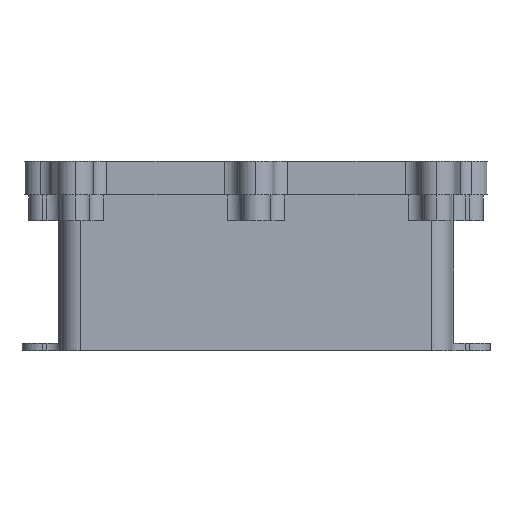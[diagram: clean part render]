
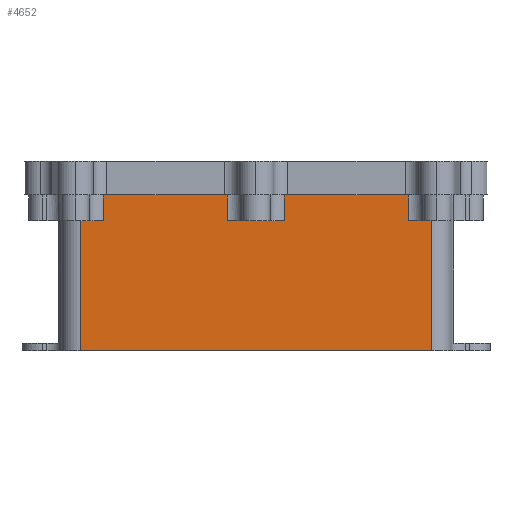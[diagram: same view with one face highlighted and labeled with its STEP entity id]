
A CAD part, left-side view. The second image highlights one B-rep face of the part: STEP entity #4652.
In plain terms, the highlighted planar face has unit normal (-1, 0, 0).
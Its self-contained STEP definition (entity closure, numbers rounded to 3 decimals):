
#55 = LINE ( 'NONE', #7179, #5077 ) ;
#450 = DIRECTION ( 'NONE',  ( 0., 0., 1. ) ) ;
#771 = DIRECTION ( 'NONE',  ( 0., 0., 1. ) ) ;
#956 = ORIENTED_EDGE ( 'NONE', *, *, #7600, .T. ) ;
#978 = ORIENTED_EDGE ( 'NONE', *, *, #13713, .T. ) ;
#1191 = LINE ( 'NONE', #11181, #6556 ) ;
#1346 = VERTEX_POINT ( 'NONE', #12233 ) ;
#1471 = ORIENTED_EDGE ( 'NONE', *, *, #10263, .F. ) ;
#1834 = EDGE_CURVE ( 'NONE', #1346, #11107, #13324, .T. ) ;
#1862 = VECTOR ( 'NONE', #2797, 1000. ) ;
#2138 = ORIENTED_EDGE ( 'NONE', *, *, #8024, .T. ) ;
#2273 = CARTESIAN_POINT ( 'NONE',  ( 0., 42.9, 12.547 ) ) ;
#2471 = ORIENTED_EDGE ( 'NONE', *, *, #5064, .T. ) ;
#2707 = DIRECTION ( 'NONE',  ( 0., -1., 0. ) ) ;
#2708 = LINE ( 'NONE', #8507, #10586 ) ;
#2797 = DIRECTION ( 'NONE',  ( 0., 0., 1. ) ) ;
#2940 = VECTOR ( 'NONE', #13109, 1000. ) ;
#3214 = VERTEX_POINT ( 'NONE', #6842 ) ;
#3563 = CARTESIAN_POINT ( 'NONE',  ( 0., 66.9, 30. ) ) ;
#3898 = VERTEX_POINT ( 'NONE', #3563 ) ;
#4040 = EDGE_LOOP ( 'NONE', ( #6163, #1471, #2138, #2471, #8856, #6336, #978, #9526, #6063, #4599, #8652, #956 ) ) ;
#4118 = LINE ( 'NONE', #5922, #12272 ) ;
#4384 = CARTESIAN_POINT ( 'NONE',  ( 0., 66.9, 25. ) ) ;
#4454 = CARTESIAN_POINT ( 'NONE',  ( 0., 5.4, 30. ) ) ;
#4599 = ORIENTED_EDGE ( 'NONE', *, *, #13555, .T. ) ;
#4652 = ADVANCED_FACE ( 'NONE', ( #6233 ), #10835, .F. ) ;
#5029 = LINE ( 'NONE', #5431, #13207 ) ;
#5043 = CARTESIAN_POINT ( 'NONE',  ( 0., 3.7, 25. ) ) ;
#5064 = EDGE_CURVE ( 'NONE', #13623, #11607, #7238, .T. ) ;
#5077 = VECTOR ( 'NONE', #771, 1000. ) ;
#5431 = CARTESIAN_POINT ( 'NONE',  ( 0., 32.1, 25. ) ) ;
#5457 = LINE ( 'NONE', #13241, #8304 ) ;
#5748 = DIRECTION ( 'NONE',  ( 0., 1., 0. ) ) ;
#5798 = LINE ( 'NONE', #12016, #2940 ) ;
#5922 = CARTESIAN_POINT ( 'NONE',  ( 0., 71.3, 25. ) ) ;
#5929 = VERTEX_POINT ( 'NONE', #12497 ) ;
#6063 = ORIENTED_EDGE ( 'NONE', *, *, #1834, .T. ) ;
#6163 = ORIENTED_EDGE ( 'NONE', *, *, #7580, .T. ) ;
#6233 = FACE_OUTER_BOUND ( 'NONE', #4040, .T. ) ;
#6336 = ORIENTED_EDGE ( 'NONE', *, *, #10960, .T. ) ;
#6556 = VECTOR ( 'NONE', #13326, 1000. ) ;
#6557 = DIRECTION ( 'NONE',  ( 0., 1., 0. ) ) ;
#6655 = CARTESIAN_POINT ( 'NONE',  ( 0., 8.1, 32. ) ) ;
#6786 = CARTESIAN_POINT ( 'NONE',  ( 0., 42.9, 25. ) ) ;
#6842 = CARTESIAN_POINT ( 'NONE',  ( 0., 8.1, 25. ) ) ;
#7150 = EDGE_CURVE ( 'NONE', #11607, #3898, #1191, .T. ) ;
#7179 = CARTESIAN_POINT ( 'NONE',  ( 0., 32.1, 12.547 ) ) ;
#7235 = VECTOR ( 'NONE', #5748, 1000. ) ;
#7238 = LINE ( 'NONE', #2273, #1862 ) ;
#7444 = VERTEX_POINT ( 'NONE', #8522 ) ;
#7580 = EDGE_CURVE ( 'NONE', #8893, #5929, #10730, .T. ) ;
#7600 = EDGE_CURVE ( 'NONE', #3214, #8893, #13220, .T. ) ;
#7713 = CARTESIAN_POINT ( 'NONE',  ( 0., 42.9, 30. ) ) ;
#7743 = DIRECTION ( 'NONE',  ( 0., 0., 1. ) ) ;
#7901 = DIRECTION ( 'NONE',  ( 0., 0., -1. ) ) ;
#8024 = EDGE_CURVE ( 'NONE', #12830, #13623, #5029, .T. ) ;
#8055 = DIRECTION ( 'NONE',  ( 1., 0., 0. ) ) ;
#8304 = VECTOR ( 'NONE', #450, 1000. ) ;
#8507 = CARTESIAN_POINT ( 'NONE',  ( 0., 66.9, 0. ) ) ;
#8522 = CARTESIAN_POINT ( 'NONE',  ( 0., 71.3, 25. ) ) ;
#8550 = CARTESIAN_POINT ( 'NONE',  ( 0., 5.4, 32. ) ) ;
#8652 = ORIENTED_EDGE ( 'NONE', *, *, #11236, .T. ) ;
#8853 = CARTESIAN_POINT ( 'NONE',  ( 0., 8.1, 30. ) ) ;
#8856 = ORIENTED_EDGE ( 'NONE', *, *, #7150, .T. ) ;
#8893 = VERTEX_POINT ( 'NONE', #8853 ) ;
#8986 = CARTESIAN_POINT ( 'NONE',  ( 0., 71.3, 25. ) ) ;
#9526 = ORIENTED_EDGE ( 'NONE', *, *, #13633, .F. ) ;
#9593 = DIRECTION ( 'NONE',  ( 0., 0., -1. ) ) ;
#9686 = DIRECTION ( 'NONE',  ( 0., 1., 0. ) ) ;
#9864 = CARTESIAN_POINT ( 'NONE',  ( 0., 5.4, 0. ) ) ;
#10073 = VECTOR ( 'NONE', #7743, 1000. ) ;
#10263 = EDGE_CURVE ( 'NONE', #12830, #5929, #55, .T. ) ;
#10512 = VECTOR ( 'NONE', #2707, 1000. ) ;
#10586 = VECTOR ( 'NONE', #9593, 1000. ) ;
#10621 = CARTESIAN_POINT ( 'NONE',  ( 0., 32.1, 25. ) ) ;
#10730 = LINE ( 'NONE', #4454, #12876 ) ;
#10835 = PLANE ( 'NONE',  #11666 ) ;
#10960 = EDGE_CURVE ( 'NONE', #3898, #11055, #2708, .T. ) ;
#11055 = VERTEX_POINT ( 'NONE', #4384 ) ;
#11107 = VERTEX_POINT ( 'NONE', #11888 ) ;
#11181 = CARTESIAN_POINT ( 'NONE',  ( 0., 5.4, 30. ) ) ;
#11236 = EDGE_CURVE ( 'NONE', #13221, #3214, #13228, .T. ) ;
#11607 = VERTEX_POINT ( 'NONE', #7713 ) ;
#11666 = AXIS2_PLACEMENT_3D ( 'NONE', #8550, #8055, #7901 ) ;
#11888 = CARTESIAN_POINT ( 'NONE',  ( 0., 3.7, 0. ) ) ;
#12016 = CARTESIAN_POINT ( 'NONE',  ( 0., 3.7, 0. ) ) ;
#12233 = CARTESIAN_POINT ( 'NONE',  ( 0., 71.3, 0. ) ) ;
#12272 = VECTOR ( 'NONE', #12284, 1000. ) ;
#12284 = DIRECTION ( 'NONE',  ( 0., 1., 0. ) ) ;
#12497 = CARTESIAN_POINT ( 'NONE',  ( 0., 32.1, 30. ) ) ;
#12830 = VERTEX_POINT ( 'NONE', #10621 ) ;
#12876 = VECTOR ( 'NONE', #6557, 1000. ) ;
#13109 = DIRECTION ( 'NONE',  ( 0., 0., 1. ) ) ;
#13207 = VECTOR ( 'NONE', #9686, 1000. ) ;
#13220 = LINE ( 'NONE', #6655, #10073 ) ;
#13221 = VERTEX_POINT ( 'NONE', #5043 ) ;
#13228 = LINE ( 'NONE', #8986, #7235 ) ;
#13241 = CARTESIAN_POINT ( 'NONE',  ( 0., 71.3, 0. ) ) ;
#13324 = LINE ( 'NONE', #9864, #10512 ) ;
#13326 = DIRECTION ( 'NONE',  ( 0., 1., 0. ) ) ;
#13555 = EDGE_CURVE ( 'NONE', #11107, #13221, #5798, .T. ) ;
#13623 = VERTEX_POINT ( 'NONE', #6786 ) ;
#13633 = EDGE_CURVE ( 'NONE', #1346, #7444, #5457, .T. ) ;
#13713 = EDGE_CURVE ( 'NONE', #11055, #7444, #4118, .T. ) ;
